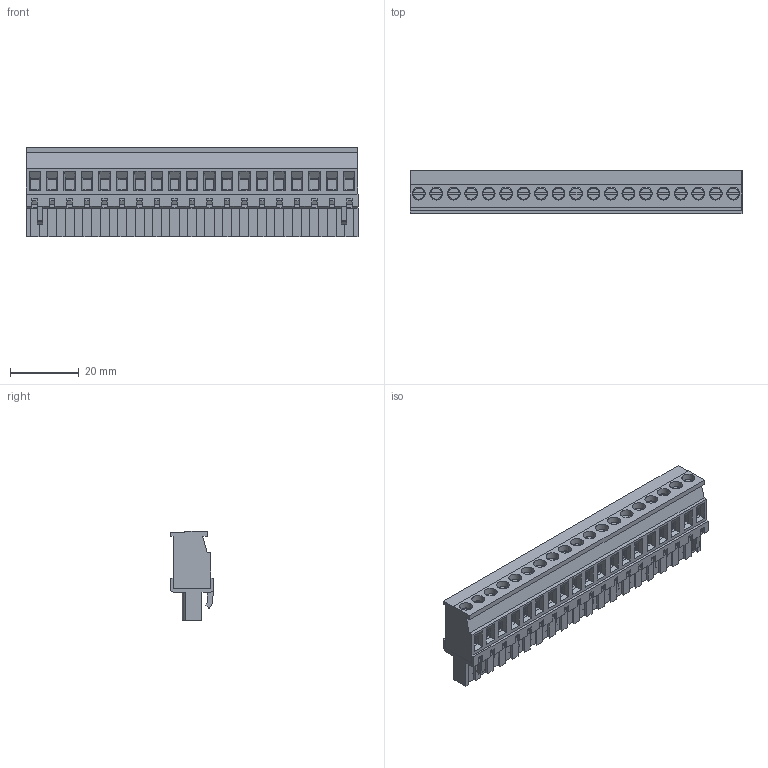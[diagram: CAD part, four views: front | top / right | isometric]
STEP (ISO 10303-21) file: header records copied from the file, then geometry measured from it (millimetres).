
FILE_DESCRIPTION( ( 'Unknown' ), '1' );
FILE_NAME( '691352510019.stp', 'Unknown', ( 'Unknown' ), ( 'Unknown' ), 'PSStep 14.0', 'Unknown', ' ' );
FILE_SCHEMA( ( 'AUTOMOTIVE_DESIGN { 1 0 10303 214 1 1 1 1 }' ) );
Length unit declared in the file: millimetre
Products named in the file (6): Assem1; 6913525100xx_CAGE; 6913525100xx; 6913525100xx_VIS; 691343510019; 691343510019_BAS
Assembly tree (59 placements, depth 2):
  Assem1
    6913525100xx_CAGE  x19
    6913525100xx  x19
    6913525100xx_VIS  x19
    691343510019
    691343510019_BAS
Bounding box: 96.52 x 12.6 x 26 mm (x, y, z)
Volume: 14854.4 mm3; surface area: 33613.4 mm2
Topology: 59 solids, 59 shells, 3875 faces, 10743 edges, 6984 vertices
Faces by surface type: plane 2991, cylinder 770, cone 57, torus 57
Full cylindrical faces by diameter (mm): 1.5 x19, 2.2 x19, 2.7 x19, 2.9 x19, 3 x19, 3.7 x19, 3.75 x19
Entity records: 81738 total; most frequent: CARTESIAN_POINT 11581, ORIENTED_EDGE 11374, DIRECTION 10228, EDGE_CURVE 5687, LINE 5372, VECTOR 5372, VERTEX_POINT 3757, AXIS2_PLACEMENT_3D 2428
